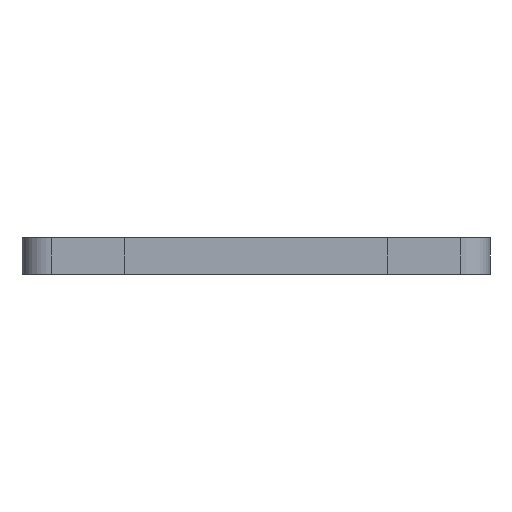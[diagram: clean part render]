
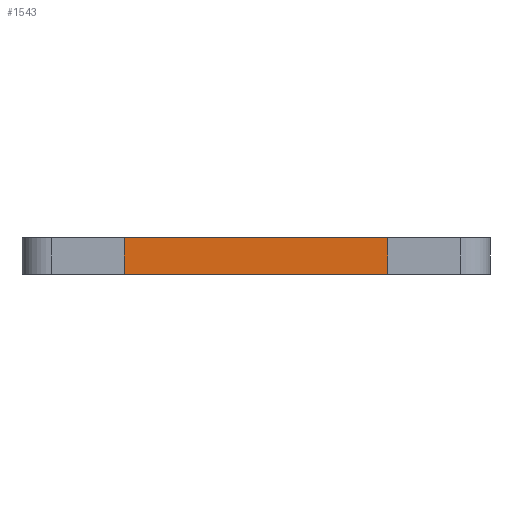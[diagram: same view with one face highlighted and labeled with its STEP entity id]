
A CAD part, front view. The second image highlights one B-rep face of the part: STEP entity #1543.
In plain terms, the highlighted planar face has unit normal (0, -1, 0).
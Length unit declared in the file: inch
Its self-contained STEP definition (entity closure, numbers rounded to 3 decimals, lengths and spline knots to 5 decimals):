
#16 = VERTEX_POINT ( 'NONE', #555 ) ;
#25 = DIRECTION ( 'NONE',  ( 0., 0., -1. ) ) ;
#77 = FACE_OUTER_BOUND ( 'NONE', #574, .T. ) ;
#148 = CARTESIAN_POINT ( 'NONE',  ( 339.41674, 114.34908, 0.25 ) ) ;
#251 = ORIENTED_EDGE ( 'NONE', *, *, #352, .T. ) ;
#303 = CARTESIAN_POINT ( 'NONE',  ( 339.41674, 114.34908, 0.25 ) ) ;
#309 = DIRECTION ( 'NONE',  ( 0., 1., 0. ) ) ;
#352 = EDGE_CURVE ( 'NONE', #16, #488, #1006, .T. ) ;
#423 = ORIENTED_EDGE ( 'NONE', *, *, #1568, .T. ) ;
#476 = EDGE_CURVE ( 'NONE', #1614, #488, #770, .T. ) ;
#488 = VERTEX_POINT ( 'NONE', #521 ) ;
#521 = CARTESIAN_POINT ( 'NONE',  ( 341.21074, 114.34908, 0. ) ) ;
#555 = CARTESIAN_POINT ( 'NONE',  ( 339.41674, 114.34908, 0. ) ) ;
#574 = EDGE_LOOP ( 'NONE', ( #251, #905, #1200, #423 ) ) ;
#609 = CARTESIAN_POINT ( 'NONE',  ( 339.41674, 114.34908, 0. ) ) ;
#699 = CARTESIAN_POINT ( 'NONE',  ( 339.41674, 114.34908, 0.25 ) ) ;
#742 = VECTOR ( 'NONE', #1037, 39.37008 ) ;
#770 = LINE ( 'NONE', #1419, #742 ) ;
#827 = PLANE ( 'NONE',  #1296 ) ;
#844 = CARTESIAN_POINT ( 'NONE',  ( 341.21074, 114.34908, 0.25 ) ) ;
#905 = ORIENTED_EDGE ( 'NONE', *, *, #476, .F. ) ;
#966 = DIRECTION ( 'NONE',  ( 1., 0., 0. ) ) ;
#997 = VECTOR ( 'NONE', #966, 39.37008 ) ;
#1006 = LINE ( 'NONE', #609, #1047 ) ;
#1037 = DIRECTION ( 'NONE',  ( 0., 0., -1. ) ) ;
#1047 = VECTOR ( 'NONE', #1539, 39.37008 ) ;
#1121 = LINE ( 'NONE', #303, #997 ) ;
#1200 = ORIENTED_EDGE ( 'NONE', *, *, #1718, .F. ) ;
#1223 = DIRECTION ( 'NONE',  ( 0., 0., 1. ) ) ;
#1296 = AXIS2_PLACEMENT_3D ( 'NONE', #148, #309, #1223 ) ;
#1331 = CARTESIAN_POINT ( 'NONE',  ( 339.41674, 114.34908, 0.25 ) ) ;
#1419 = CARTESIAN_POINT ( 'NONE',  ( 341.21074, 114.34908, 0.25 ) ) ;
#1465 = VECTOR ( 'NONE', #25, 39.37008 ) ;
#1539 = DIRECTION ( 'NONE',  ( 1., 0., 0. ) ) ;
#1543 = ADVANCED_FACE ( 'NONE', ( #77 ), #827, .F. ) ;
#1555 = LINE ( 'NONE', #699, #1465 ) ;
#1568 = EDGE_CURVE ( 'NONE', #1656, #16, #1555, .T. ) ;
#1614 = VERTEX_POINT ( 'NONE', #844 ) ;
#1656 = VERTEX_POINT ( 'NONE', #1331 ) ;
#1718 = EDGE_CURVE ( 'NONE', #1656, #1614, #1121, .T. ) ;
